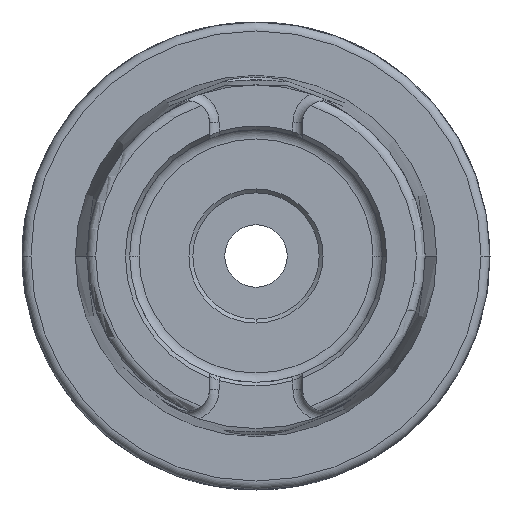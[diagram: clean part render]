
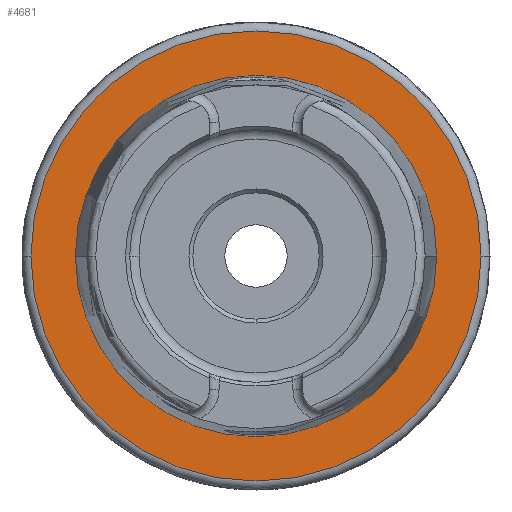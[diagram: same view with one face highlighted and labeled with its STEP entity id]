
A CAD part, left-side view. The second image highlights one B-rep face of the part: STEP entity #4681.
In plain terms, the highlighted planar face has unit normal (-1, 0, 0).
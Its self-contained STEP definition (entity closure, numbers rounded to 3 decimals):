
#572 = DIRECTION ( 'NONE',  ( 1., 0., 0. ) ) ;
#847 = CIRCLE ( 'NONE', #1161, 30.3 ) ;
#947 = EDGE_CURVE ( 'NONE', #2078, #3495, #2581, .T. ) ;
#950 = CIRCLE ( 'NONE', #5895, 30.3 ) ;
#1053 = AXIS2_PLACEMENT_3D ( 'NONE', #6231, #5549, #2954 ) ;
#1105 = VERTEX_POINT ( 'NONE', #1787 ) ;
#1148 = CARTESIAN_POINT ( 'NONE',  ( 0., 0., 0. ) ) ;
#1161 = AXIS2_PLACEMENT_3D ( 'NONE', #1148, #4923, #2803 ) ;
#1322 = ORIENTED_EDGE ( 'NONE', *, *, #2164, .F. ) ;
#1574 = EDGE_CURVE ( 'NONE', #3616, #1105, #950, .T. ) ;
#1659 = DIRECTION ( 'NONE',  ( 0., 1., 0. ) ) ;
#1787 = CARTESIAN_POINT ( 'NONE',  ( 0., -30.3, 0. ) ) ;
#1793 = DIRECTION ( 'NONE',  ( 0., -1., 0. ) ) ;
#1922 = CARTESIAN_POINT ( 'NONE',  ( 0., -24.321, 0. ) ) ;
#2055 = AXIS2_PLACEMENT_3D ( 'NONE', #4132, #572, #4672 ) ;
#2078 = VERTEX_POINT ( 'NONE', #2777 ) ;
#2164 = EDGE_CURVE ( 'NONE', #1105, #3616, #847, .T. ) ;
#2249 = ORIENTED_EDGE ( 'NONE', *, *, #947, .T. ) ;
#2324 = FACE_BOUND ( 'NONE', #3896, .T. ) ;
#2581 = CIRCLE ( 'NONE', #1053, 24.321 ) ;
#2770 = CARTESIAN_POINT ( 'NONE',  ( 0., 24.321, 0. ) ) ;
#2777 = CARTESIAN_POINT ( 'NONE',  ( 0., 24.321, 0. ) ) ;
#2803 = DIRECTION ( 'NONE',  ( 0., 1., 0. ) ) ;
#2954 = DIRECTION ( 'NONE',  ( 0., 1., 0. ) ) ;
#3495 = VERTEX_POINT ( 'NONE', #1922 ) ;
#3506 = CARTESIAN_POINT ( 'NONE',  ( 0., 30.3, 0. ) ) ;
#3616 = VERTEX_POINT ( 'NONE', #3506 ) ;
#3729 = EDGE_CURVE ( 'NONE', #3495, #2078, #6801, .T. ) ;
#3852 = PLANE ( 'NONE',  #4288 ) ;
#3896 = EDGE_LOOP ( 'NONE', ( #2249, #5083 ) ) ;
#4132 = CARTESIAN_POINT ( 'NONE',  ( 0., 0., 0. ) ) ;
#4288 = AXIS2_PLACEMENT_3D ( 'NONE', #2770, #6536, #1793 ) ;
#4381 = ORIENTED_EDGE ( 'NONE', *, *, #1574, .F. ) ;
#4442 = FACE_OUTER_BOUND ( 'NONE', #5245, .T. ) ;
#4672 = DIRECTION ( 'NONE',  ( 0., 1., 0. ) ) ;
#4681 = ADVANCED_FACE ( 'NONE', ( #2324, #4442 ), #3852, .T. ) ;
#4923 = DIRECTION ( 'NONE',  ( 1., 0., 0. ) ) ;
#5083 = ORIENTED_EDGE ( 'NONE', *, *, #3729, .T. ) ;
#5245 = EDGE_LOOP ( 'NONE', ( #4381, #1322 ) ) ;
#5549 = DIRECTION ( 'NONE',  ( 1., 0., 0. ) ) ;
#5895 = AXIS2_PLACEMENT_3D ( 'NONE', #6204, #6397, #1659 ) ;
#6204 = CARTESIAN_POINT ( 'NONE',  ( 0., 0., 0. ) ) ;
#6231 = CARTESIAN_POINT ( 'NONE',  ( 0., 0., 0. ) ) ;
#6397 = DIRECTION ( 'NONE',  ( 1., 0., 0. ) ) ;
#6536 = DIRECTION ( 'NONE',  ( -1., 0., 0. ) ) ;
#6801 = CIRCLE ( 'NONE', #2055, 24.321 ) ;
